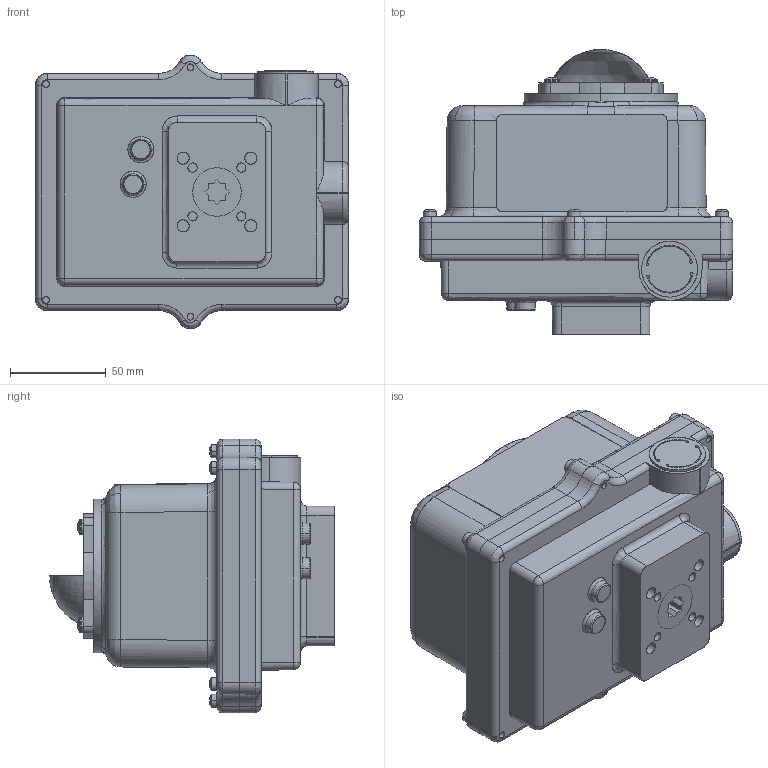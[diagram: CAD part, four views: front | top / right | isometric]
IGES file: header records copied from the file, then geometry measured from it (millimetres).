
Start section: SolidWorks IGES file using analytic representation for surfaces
Global section: file name: R Series Nema 7 .IGS; native system: SolidWorks 2013; preprocessor: SolidWorks 2013; author: merion; date: 140507.130421; units: inch
Bounding box: 163.5 x 148.77 x 142.89 mm (x, y, z)
Surface area: 97866.5 mm2 (no closed solid volume)
Topology: 0 solids, 0 shells, 644 faces, 6210 edges, 6209 vertices
Faces by surface type: bspline 360, revolution 284
